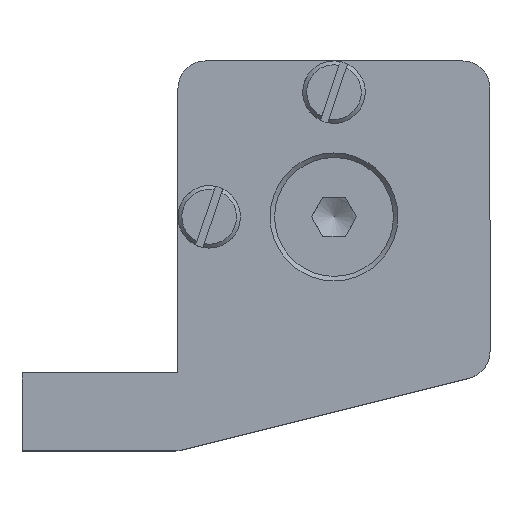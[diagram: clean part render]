
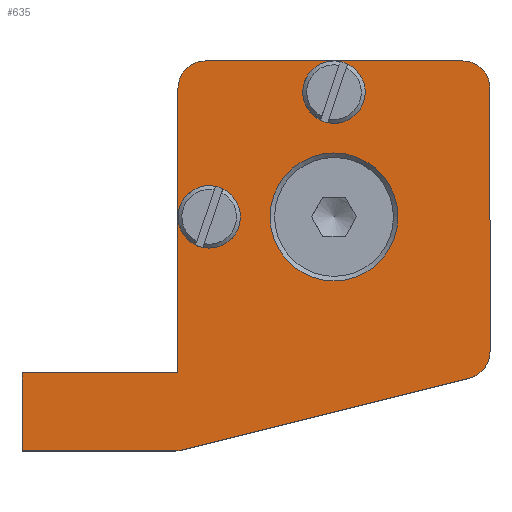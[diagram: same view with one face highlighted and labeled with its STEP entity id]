
A CAD part, top view. The second image highlights one B-rep face of the part: STEP entity #635.
In plain terms, the highlighted planar face has unit normal (0, 0, 1).
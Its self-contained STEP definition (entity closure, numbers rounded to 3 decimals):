
#140=CARTESIAN_POINT('',(8.2,0.0,6.));
#141=VERTEX_POINT('',#140);
#142=CARTESIAN_POINT('',(0.0,0.0,6.));
#143=DIRECTION('',(0.0,0.0,-1.0));
#144=DIRECTION('',(1.0,0.0,0.0));
#145=AXIS2_PLACEMENT_3D('',#142,#143,#144);
#146=CIRCLE('',#145,8.2);
#147=EDGE_CURVE('',#141,#141,#146,.T.);
#191=CARTESIAN_POINT('',(-13.933,0.0,6.));
#192=VERTEX_POINT('',#191);
#193=CARTESIAN_POINT('',(-16.0,0.0,6.));
#194=DIRECTION('',(0.0,0.0,-1.0));
#195=DIRECTION('',(1.0,0.0,0.0));
#196=AXIS2_PLACEMENT_3D('',#193,#194,#195);
#197=CIRCLE('',#196,2.067);
#198=EDGE_CURVE('',#192,#192,#197,.T.);
#219=CARTESIAN_POINT('',(2.067,16.0,6.));
#220=VERTEX_POINT('',#219);
#221=CARTESIAN_POINT('',(0.0,16.0,6.));
#222=DIRECTION('',(0.0,0.0,-1.0));
#223=DIRECTION('',(1.0,0.0,0.0));
#224=AXIS2_PLACEMENT_3D('',#221,#222,#223);
#225=CIRCLE('',#224,2.067);
#226=EDGE_CURVE('',#220,#220,#225,.T.);
#345=CARTESIAN_POINT('',(-20.,16.5,6.));
#346=VERTEX_POINT('',#345);
#347=CARTESIAN_POINT('',(-16.5,20.0,6.));
#348=VERTEX_POINT('',#347);
#349=CARTESIAN_POINT('',(-16.5,16.5,6.));
#350=DIRECTION('',(0.0,0.0,-1.0));
#351=DIRECTION('',(0.0,-1.0,0.0));
#352=AXIS2_PLACEMENT_3D('',#349,#350,#351);
#353=CIRCLE('',#352,3.5);
#354=EDGE_CURVE('',#346,#348,#353,.T.);
#377=CARTESIAN_POINT('',(16.5,20.,6.));
#378=VERTEX_POINT('',#377);
#379=CARTESIAN_POINT('',(-16.5,20.0,6.));
#380=DIRECTION('',(1.0,0.0,0.0));
#381=VECTOR('',#380,33.0);
#382=LINE('',#379,#381);
#383=EDGE_CURVE('',#348,#378,#382,.T.);
#401=CARTESIAN_POINT('',(20.,16.5,6.));
#402=VERTEX_POINT('',#401);
#403=CARTESIAN_POINT('',(16.5,16.5,6.));
#404=DIRECTION('',(0.0,0.0,-1.0));
#405=DIRECTION('',(-1.0,0.0,0.0));
#406=AXIS2_PLACEMENT_3D('',#403,#404,#405);
#407=CIRCLE('',#406,3.5);
#408=EDGE_CURVE('',#378,#402,#407,.T.);
#426=CARTESIAN_POINT('',(20.,-17.27,6.));
#427=VERTEX_POINT('',#426);
#428=CARTESIAN_POINT('',(20.,16.5,6.));
#429=DIRECTION('',(0.0,-1.0,0.0));
#430=VECTOR('',#429,33.77);
#431=LINE('',#428,#430);
#432=EDGE_CURVE('',#402,#427,#431,.T.);
#450=CARTESIAN_POINT('',(17.349,-20.666,6.));
#451=VERTEX_POINT('',#450);
#452=CARTESIAN_POINT('',(16.5,-17.27,6.));
#453=DIRECTION('',(0.0,0.0,-1.0));
#454=DIRECTION('',(-0.242,0.97,0.0));
#455=AXIS2_PLACEMENT_3D('',#452,#453,#454);
#456=CIRCLE('',#455,3.5);
#457=EDGE_CURVE('',#427,#451,#456,.T.);
#475=CARTESIAN_POINT('',(-19.581,-29.896,6.));
#476=VERTEX_POINT('',#475);
#477=CARTESIAN_POINT('',(17.349,-20.666,6.));
#478=DIRECTION('',(-0.97,-0.242,0.0));
#479=VECTOR('',#478,38.066);
#480=LINE('',#477,#479);
#481=EDGE_CURVE('',#451,#476,#480,.T.);
#499=CARTESIAN_POINT('',(-20.43,-30.0,6.));
#500=VERTEX_POINT('',#499);
#501=CARTESIAN_POINT('',(-20.43,-26.5,6.));
#502=DIRECTION('',(0.0,0.0,-1.0));
#503=DIRECTION('',(0.0,1.0,0.0));
#504=AXIS2_PLACEMENT_3D('',#501,#502,#503);
#505=CIRCLE('',#504,3.5);
#506=EDGE_CURVE('',#476,#500,#505,.T.);
#524=CARTESIAN_POINT('',(-40.0,-30.,6.));
#525=VERTEX_POINT('',#524);
#526=CARTESIAN_POINT('',(-20.43,-30.0,6.));
#527=DIRECTION('',(-1.0,0.0,0.0));
#528=VECTOR('',#527,19.57);
#529=LINE('',#526,#528);
#530=EDGE_CURVE('',#500,#525,#529,.T.);
#548=CARTESIAN_POINT('',(-40.0,-20.,6.));
#549=VERTEX_POINT('',#548);
#550=CARTESIAN_POINT('',(-40.0,-30.,6.));
#551=DIRECTION('',(0.0,1.0,0.0));
#552=VECTOR('',#551,10.0);
#553=LINE('',#550,#552);
#554=EDGE_CURVE('',#525,#549,#553,.T.);
#572=CARTESIAN_POINT('',(-20.,-20.0,6.));
#573=VERTEX_POINT('',#572);
#574=CARTESIAN_POINT('',(-40.0,-20.,6.));
#575=DIRECTION('',(1.0,0.0,0.0));
#576=VECTOR('',#575,20.);
#577=LINE('',#574,#576);
#578=EDGE_CURVE('',#549,#573,#577,.T.);
#596=CARTESIAN_POINT('',(-20.,-20.0,6.));
#597=DIRECTION('',(0.0,1.0,0.0));
#598=VECTOR('',#597,36.5);
#599=LINE('',#596,#598);
#600=EDGE_CURVE('',#573,#346,#599,.T.);
#608=CARTESIAN_POINT('',(-7.798,-7.357,6.));
#609=DIRECTION('',(0.0,0.0,1.0));
#610=DIRECTION('',(1.0,0.0,0.0));
#611=AXIS2_PLACEMENT_3D('',#608,#609,#610);
#612=PLANE('',#611);
#613=ORIENTED_EDGE('',*,*,#354,.F.);
#614=ORIENTED_EDGE('',*,*,#600,.F.);
#615=ORIENTED_EDGE('',*,*,#578,.F.);
#616=ORIENTED_EDGE('',*,*,#554,.F.);
#617=ORIENTED_EDGE('',*,*,#530,.F.);
#618=ORIENTED_EDGE('',*,*,#506,.F.);
#619=ORIENTED_EDGE('',*,*,#481,.F.);
#620=ORIENTED_EDGE('',*,*,#457,.F.);
#621=ORIENTED_EDGE('',*,*,#432,.F.);
#622=ORIENTED_EDGE('',*,*,#408,.F.);
#623=ORIENTED_EDGE('',*,*,#383,.F.);
#624=EDGE_LOOP('',(#613,#614,#615,#616,#617,#618,#619,#620,#621,#622,#623));
#625=FACE_OUTER_BOUND('',#624,.T.);
#626=ORIENTED_EDGE('',*,*,#147,.T.);
#627=EDGE_LOOP('',(#626));
#628=FACE_BOUND('',#627,.T.);
#629=ORIENTED_EDGE('',*,*,#198,.T.);
#630=EDGE_LOOP('',(#629));
#631=FACE_BOUND('',#630,.T.);
#632=ORIENTED_EDGE('',*,*,#226,.T.);
#633=EDGE_LOOP('',(#632));
#634=FACE_BOUND('',#633,.T.);
#635=ADVANCED_FACE('',(#625,#628,#631,#634),#612,.T.);
